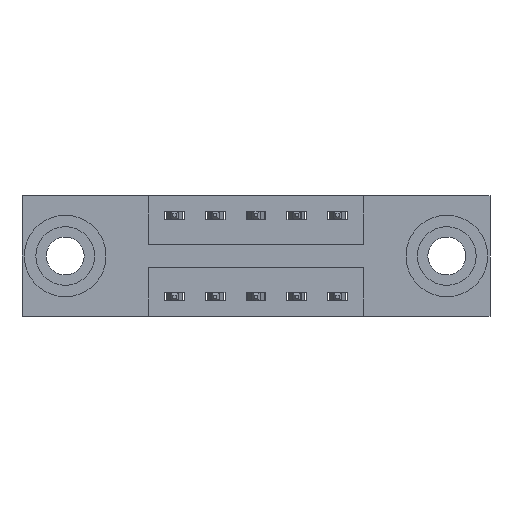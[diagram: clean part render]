
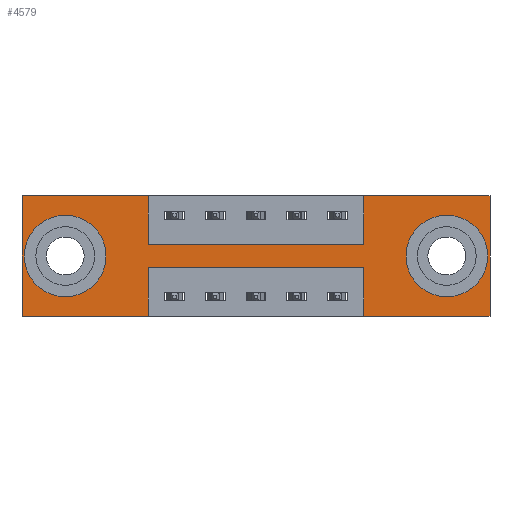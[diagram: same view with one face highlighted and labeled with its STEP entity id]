
A CAD part, front view. The second image highlights one B-rep face of the part: STEP entity #4579.
In plain terms, the highlighted planar face has unit normal (0, -1, 0).
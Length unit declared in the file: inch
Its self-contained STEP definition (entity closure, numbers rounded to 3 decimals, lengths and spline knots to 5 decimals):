
#17 = CARTESIAN_POINT ( 'NONE',  ( 0., 0., -0.37 ) ) ;
#97 = CARTESIAN_POINT ( 'NONE',  ( 0.3875, 0., 0. ) ) ;
#138 = DIRECTION ( 'NONE',  ( 0., 1., 0. ) ) ;
#154 = LINE ( 'NONE', #3068, #3636 ) ;
#202 = CARTESIAN_POINT ( 'NONE',  ( 1.0475, 0., -0.37 ) ) ;
#262 = DIRECTION ( 'NONE',  ( 0., 1., 0. ) ) ;
#299 = LINE ( 'NONE', #999, #4857 ) ;
#309 = VERTEX_POINT ( 'NONE', #7876 ) ;
#375 = LINE ( 'NONE', #3401, #5632 ) ;
#427 = VECTOR ( 'NONE', #6036, 39.37008 ) ;
#974 = EDGE_CURVE ( 'NONE', #1462, #1539, #1276, .T. ) ;
#999 = CARTESIAN_POINT ( 'NONE',  ( 0.3875, 0., -0.15 ) ) ;
#1013 = DIRECTION ( 'NONE',  ( 0., 0., 1. ) ) ;
#1035 = VERTEX_POINT ( 'NONE', #8883 ) ;
#1248 = DIRECTION ( 'NONE',  ( 0., 0., -1. ) ) ;
#1276 = CIRCLE ( 'NONE', #2460, 0.078 ) ;
#1366 = DIRECTION ( 'NONE',  ( 0., 0., -1. ) ) ;
#1462 = VERTEX_POINT ( 'NONE', #3028 ) ;
#1512 = VECTOR ( 'NONE', #4643, 39.37008 ) ;
#1539 = VERTEX_POINT ( 'NONE', #5359 ) ;
#1664 = VECTOR ( 'NONE', #7871, 39.37008 ) ;
#1676 = DIRECTION ( 'NONE',  ( 0., 1., 0. ) ) ;
#1757 = EDGE_CURVE ( 'NONE', #1539, #1462, #5089, .T. ) ;
#1795 = VERTEX_POINT ( 'NONE', #5347 ) ;
#1854 = CARTESIAN_POINT ( 'NONE',  ( 0., 0., -0.37 ) ) ;
#1931 = LINE ( 'NONE', #9044, #3351 ) ;
#2204 = CARTESIAN_POINT ( 'NONE',  ( 1.3025, 0., -0.185 ) ) ;
#2355 = CARTESIAN_POINT ( 'NONE',  ( 0.1325, 0., -0.185 ) ) ;
#2430 = VECTOR ( 'NONE', #1248, 39.37008 ) ;
#2460 = AXIS2_PLACEMENT_3D ( 'NONE', #6654, #262, #1013 ) ;
#2499 = VERTEX_POINT ( 'NONE', #6372 ) ;
#2572 = ORIENTED_EDGE ( 'NONE', *, *, #1757, .T. ) ;
#2606 = EDGE_LOOP ( 'NONE', ( #2719, #6953, #4980, #6342, #5947, #3739, #5147, #5305, #4696, #4596, #8133, #7166 ) ) ;
#2633 = DIRECTION ( 'NONE',  ( 0., -1., 0. ) ) ;
#2719 = ORIENTED_EDGE ( 'NONE', *, *, #5523, .F. ) ;
#2752 = EDGE_CURVE ( 'NONE', #4506, #4285, #299, .T. ) ;
#2836 = ORIENTED_EDGE ( 'NONE', *, *, #4016, .T. ) ;
#2869 = DIRECTION ( 'NONE',  ( -1., 0., 0. ) ) ;
#2882 = EDGE_CURVE ( 'NONE', #1035, #4009, #3346, .T. ) ;
#2950 = EDGE_CURVE ( 'NONE', #7651, #309, #7061, .T. ) ;
#3028 = CARTESIAN_POINT ( 'NONE',  ( 0.1325, 0., -0.107 ) ) ;
#3068 = CARTESIAN_POINT ( 'NONE',  ( 1.0475, 0., 0. ) ) ;
#3106 = DIRECTION ( 'NONE',  ( 0., 0., 1. ) ) ;
#3192 = CIRCLE ( 'NONE', #8516, 0.078 ) ;
#3346 = CIRCLE ( 'NONE', #8509, 0.078 ) ;
#3351 = VECTOR ( 'NONE', #6239, 39.37008 ) ;
#3379 = EDGE_CURVE ( 'NONE', #6770, #8387, #375, .T. ) ;
#3401 = CARTESIAN_POINT ( 'NONE',  ( 0.3875, 0., -0.22 ) ) ;
#3405 = PLANE ( 'NONE',  #7024 ) ;
#3425 = VECTOR ( 'NONE', #2869, 39.37008 ) ;
#3572 = CARTESIAN_POINT ( 'NONE',  ( 0., 0., -0.37 ) ) ;
#3636 = VECTOR ( 'NONE', #3795, 39.37008 ) ;
#3719 = EDGE_CURVE ( 'NONE', #6156, #2499, #1931, .T. ) ;
#3739 = ORIENTED_EDGE ( 'NONE', *, *, #7388, .F. ) ;
#3795 = DIRECTION ( 'NONE',  ( 0., 0., 1. ) ) ;
#3805 = CARTESIAN_POINT ( 'NONE',  ( 1.3025, 0., -0.185 ) ) ;
#3881 = LINE ( 'NONE', #8242, #1512 ) ;
#3948 = EDGE_LOOP ( 'NONE', ( #8956, #2572 ) ) ;
#3949 = DIRECTION ( 'NONE',  ( 0., 0., -1. ) ) ;
#4009 = VERTEX_POINT ( 'NONE', #6616 ) ;
#4016 = EDGE_CURVE ( 'NONE', #4009, #1035, #3192, .T. ) ;
#4075 = EDGE_CURVE ( 'NONE', #309, #7046, #5855, .T. ) ;
#4091 = FACE_BOUND ( 'NONE', #7281, .T. ) ;
#4128 = FACE_BOUND ( 'NONE', #3948, .T. ) ;
#4285 = VERTEX_POINT ( 'NONE', #5786 ) ;
#4359 = CARTESIAN_POINT ( 'NONE',  ( 1.0475, 0., -0.37 ) ) ;
#4506 = VERTEX_POINT ( 'NONE', #5972 ) ;
#4562 = DIRECTION ( 'NONE',  ( 0., 0., -1. ) ) ;
#4579 = ADVANCED_FACE ( 'NONE', ( #4091, #4128, #9153 ), #3405, .T. ) ;
#4596 = ORIENTED_EDGE ( 'NONE', *, *, #5367, .F. ) ;
#4643 = DIRECTION ( 'NONE',  ( 0., 0., -1. ) ) ;
#4660 = CARTESIAN_POINT ( 'NONE',  ( 0., 0., -0.37 ) ) ;
#4696 = ORIENTED_EDGE ( 'NONE', *, *, #8877, .F. ) ;
#4701 = DIRECTION ( 'NONE',  ( -1., 0., 0. ) ) ;
#4771 = LINE ( 'NONE', #9144, #5228 ) ;
#4857 = VECTOR ( 'NONE', #6037, 39.37008 ) ;
#4916 = CARTESIAN_POINT ( 'NONE',  ( 0.3875, 0., 0. ) ) ;
#4978 = CARTESIAN_POINT ( 'NONE',  ( 0., 0., 0. ) ) ;
#4980 = ORIENTED_EDGE ( 'NONE', *, *, #9329, .F. ) ;
#5089 = CIRCLE ( 'NONE', #5847, 0.078 ) ;
#5147 = ORIENTED_EDGE ( 'NONE', *, *, #5424, .F. ) ;
#5228 = VECTOR ( 'NONE', #7665, 39.37008 ) ;
#5235 = CARTESIAN_POINT ( 'NONE',  ( 1.435, 0., 0. ) ) ;
#5305 = ORIENTED_EDGE ( 'NONE', *, *, #2752, .F. ) ;
#5347 = CARTESIAN_POINT ( 'NONE',  ( 1.0475, 0., 0. ) ) ;
#5359 = CARTESIAN_POINT ( 'NONE',  ( 0.1325, 0., -0.263 ) ) ;
#5362 = LINE ( 'NONE', #202, #427 ) ;
#5367 = EDGE_CURVE ( 'NONE', #2499, #6994, #8692, .T. ) ;
#5424 = EDGE_CURVE ( 'NONE', #4285, #1795, #154, .T. ) ;
#5523 = EDGE_CURVE ( 'NONE', #8387, #7272, #3881, .T. ) ;
#5632 = VECTOR ( 'NONE', #7004, 39.37008 ) ;
#5786 = CARTESIAN_POINT ( 'NONE',  ( 1.0475, 0., -0.15 ) ) ;
#5847 = AXIS2_PLACEMENT_3D ( 'NONE', #2355, #6635, #3106 ) ;
#5855 = LINE ( 'NONE', #4660, #6092 ) ;
#5947 = ORIENTED_EDGE ( 'NONE', *, *, #2950, .F. ) ;
#5972 = CARTESIAN_POINT ( 'NONE',  ( 0.3875, 0., -0.15 ) ) ;
#6036 = DIRECTION ( 'NONE',  ( 0., 0., 1. ) ) ;
#6037 = DIRECTION ( 'NONE',  ( 1., 0., 0. ) ) ;
#6092 = VECTOR ( 'NONE', #4701, 39.37008 ) ;
#6156 = VERTEX_POINT ( 'NONE', #3572 ) ;
#6239 = DIRECTION ( 'NONE',  ( 0., 0., 1. ) ) ;
#6342 = ORIENTED_EDGE ( 'NONE', *, *, #4075, .F. ) ;
#6351 = ORIENTED_EDGE ( 'NONE', *, *, #2882, .T. ) ;
#6359 = CARTESIAN_POINT ( 'NONE',  ( 1.435, 0., 0. ) ) ;
#6372 = CARTESIAN_POINT ( 'NONE',  ( 0., 0., 0. ) ) ;
#6577 = LINE ( 'NONE', #97, #7225 ) ;
#6616 = CARTESIAN_POINT ( 'NONE',  ( 1.3025, 0., -0.263 ) ) ;
#6635 = DIRECTION ( 'NONE',  ( 0., 1., 0. ) ) ;
#6654 = CARTESIAN_POINT ( 'NONE',  ( 0.1325, 0., -0.185 ) ) ;
#6770 = VERTEX_POINT ( 'NONE', #8246 ) ;
#6895 = CARTESIAN_POINT ( 'NONE',  ( 0.3875, 0., -0.37 ) ) ;
#6953 = ORIENTED_EDGE ( 'NONE', *, *, #3379, .F. ) ;
#6994 = VERTEX_POINT ( 'NONE', #4916 ) ;
#7004 = DIRECTION ( 'NONE',  ( -1., 0., 0. ) ) ;
#7024 = AXIS2_PLACEMENT_3D ( 'NONE', #1854, #2633, #9064 ) ;
#7046 = VERTEX_POINT ( 'NONE', #4359 ) ;
#7061 = LINE ( 'NONE', #6359, #2430 ) ;
#7166 = ORIENTED_EDGE ( 'NONE', *, *, #7516, .F. ) ;
#7225 = VECTOR ( 'NONE', #1366, 39.37008 ) ;
#7272 = VERTEX_POINT ( 'NONE', #6895 ) ;
#7281 = EDGE_LOOP ( 'NONE', ( #6351, #2836 ) ) ;
#7388 = EDGE_CURVE ( 'NONE', #1795, #7651, #4771, .T. ) ;
#7516 = EDGE_CURVE ( 'NONE', #7272, #6156, #7948, .T. ) ;
#7651 = VERTEX_POINT ( 'NONE', #5235 ) ;
#7665 = DIRECTION ( 'NONE',  ( 1., 0., 0. ) ) ;
#7871 = DIRECTION ( 'NONE',  ( 1., 0., 0. ) ) ;
#7876 = CARTESIAN_POINT ( 'NONE',  ( 1.435, 0., -0.37 ) ) ;
#7948 = LINE ( 'NONE', #17, #3425 ) ;
#8133 = ORIENTED_EDGE ( 'NONE', *, *, #3719, .F. ) ;
#8242 = CARTESIAN_POINT ( 'NONE',  ( 0.3875, 0., -0.37 ) ) ;
#8246 = CARTESIAN_POINT ( 'NONE',  ( 1.0475, 0., -0.22 ) ) ;
#8387 = VERTEX_POINT ( 'NONE', #8584 ) ;
#8509 = AXIS2_PLACEMENT_3D ( 'NONE', #3805, #1676, #4562 ) ;
#8516 = AXIS2_PLACEMENT_3D ( 'NONE', #2204, #138, #3949 ) ;
#8584 = CARTESIAN_POINT ( 'NONE',  ( 0.3875, 0., -0.22 ) ) ;
#8692 = LINE ( 'NONE', #4978, #1664 ) ;
#8877 = EDGE_CURVE ( 'NONE', #6994, #4506, #6577, .T. ) ;
#8883 = CARTESIAN_POINT ( 'NONE',  ( 1.3025, 0., -0.107 ) ) ;
#8956 = ORIENTED_EDGE ( 'NONE', *, *, #974, .T. ) ;
#9044 = CARTESIAN_POINT ( 'NONE',  ( 0., 0., 0. ) ) ;
#9064 = DIRECTION ( 'NONE',  ( 0., 0., -1. ) ) ;
#9144 = CARTESIAN_POINT ( 'NONE',  ( 0., 0., 0. ) ) ;
#9153 = FACE_OUTER_BOUND ( 'NONE', #2606, .T. ) ;
#9329 = EDGE_CURVE ( 'NONE', #7046, #6770, #5362, .T. ) ;
